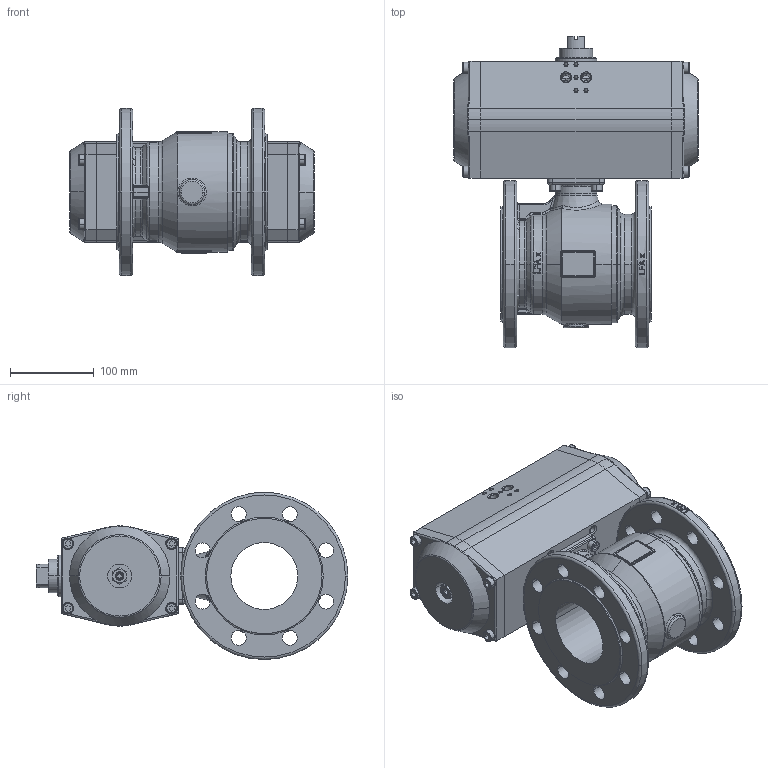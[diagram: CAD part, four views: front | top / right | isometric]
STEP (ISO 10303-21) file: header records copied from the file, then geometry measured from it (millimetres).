
FILE_DESCRIPTION(('STEP AP214'),'1');
FILE_NAME('valve_akp75-80-16-b-gtd110.stp','2018-06-18T09:47:47',('TraceParts'),('TraceParts S.A.'),'Spatial InterOp 3D',' ',' ');
FILE_SCHEMA(('automotive_design'));
Length unit declared in the file: millimetre
Products named in the file (27): valve_akp75-80-16-b-gtd110_1; valve_akp75-80-16-b-gtd110_2; valve_akp75-80-16-b-gtd110_3; valve_akp75-80-16-b-gtd110_4; valve_akp75-80-16-b-gtd110_5; valve_akp75-80-16-b-gtd110_6; valve_akp75-80-16-b-gtd110_7; valve_akp75-80-16-b-gtd110_8; valve_akp75-80-16-b-gtd110_9; valve_akp75-80-16-b-gtd110_10; valve_akp75-80-16-b-gtd110_11; valve_akp75-80-16-b-gtd110_12; valve_akp75-80-16-b-gtd110_13; valve_akp75-80-16-b-gtd110_14; valve_akp75-80-16-b-gtd110_15; valve_akp75-80-16-b-gtd110_16; valve_akp75-80-16-b-gtd110_17; valve_akp75-80-16-b-gtd110_18; valve_akp75-80-16-b-gtd110_19; valve_akp75-80-16-b-gtd110_20; valve_akp75-80-16-b-gtd110_21; valve_akp75-80-16-b-gtd110_22; valve_akp75-80-16-b-gtd110_23; valve_akp75-80-16-b-gtd110_24; valve_akp75-80-16-b-gtd110_25; valve_akp75-80-16-b-gtd110_26; valve_akp75-80-16-b-gtd110_27
Bounding box: 292 x 373 x 200 mm (x, y, z)
Volume: 4472488.6 mm3; surface area: 642343 mm2
Topology: 27 solids, 27 shells, 1568 faces, 3991 edges, 2523 vertices
Faces by surface type: plane 504, cylinder 480, bspline 247, cone 207, torus 124, sphere 6
Entity records: 80344 total; most frequent: CARTESIAN_POINT 30140, ORIENTED_EDGE 7852, DIRECTION 7569, EDGE_CURVE 3926, AXIS2_PLACEMENT_3D 2957, VERTEX_POINT 2523, EDGE_LOOP 1781, LINE 1655
